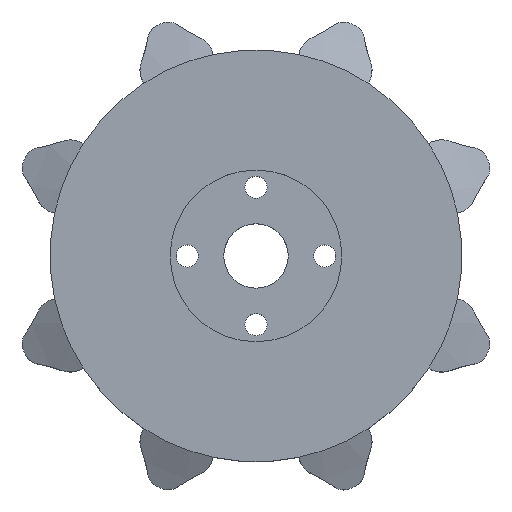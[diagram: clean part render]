
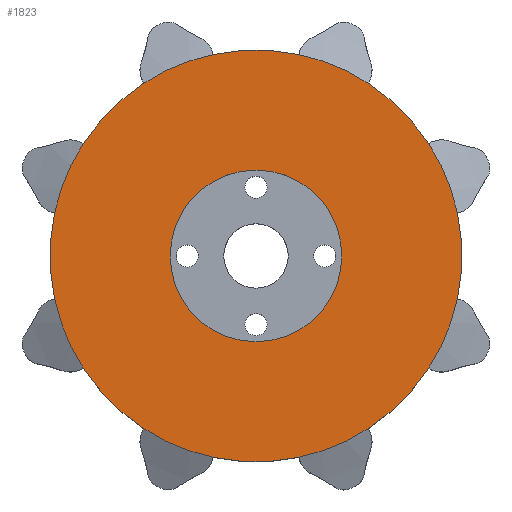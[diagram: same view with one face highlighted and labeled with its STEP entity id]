
A CAD part, top view. The second image highlights one B-rep face of the part: STEP entity #1823.
In plain terms, the highlighted planar face has unit normal (0, 0, 1).
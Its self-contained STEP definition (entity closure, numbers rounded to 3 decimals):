
#20=FACE_BOUND('',#317,.T.);
#29=CIRCLE('',#1866,39.);
#33=CIRCLE('',#1876,39.);
#37=CIRCLE('',#1886,39.);
#41=CIRCLE('',#1896,39.);
#45=CIRCLE('',#1906,39.);
#49=CIRCLE('',#1916,39.);
#53=CIRCLE('',#1926,39.);
#56=CIRCLE('',#1935,39.);
#66=CIRCLE('',#1981,16.25);
#69=CIRCLE('',#1986,39.);
#70=CIRCLE('',#1987,39.);
#71=CIRCLE('',#1988,39.);
#72=CIRCLE('',#1989,39.);
#73=CIRCLE('',#1990,39.);
#74=CIRCLE('',#1991,39.);
#75=CIRCLE('',#1992,39.);
#76=CIRCLE('',#1993,39.);
#119=PLANE('',#1985);
#206=FACE_OUTER_BOUND('',#316,.T.);
#316=EDGE_LOOP('',(#1558,#1559,#1560,#1561,#1562,#1563,#1564,#1565,#1566,
#1567,#1568,#1569,#1570,#1571,#1572,#1573));
#317=EDGE_LOOP('',(#1574));
#679=VERTEX_POINT('',#2499);
#691=VERTEX_POINT('',#2573);
#699=VERTEX_POINT('',#2622);
#711=VERTEX_POINT('',#2701);
#719=VERTEX_POINT('',#2750);
#731=VERTEX_POINT('',#2829);
#739=VERTEX_POINT('',#2878);
#751=VERTEX_POINT('',#2957);
#759=VERTEX_POINT('',#3006);
#771=VERTEX_POINT('',#3085);
#779=VERTEX_POINT('',#3134);
#791=VERTEX_POINT('',#3213);
#799=VERTEX_POINT('',#3262);
#811=VERTEX_POINT('',#3341);
#819=VERTEX_POINT('',#3390);
#829=VERTEX_POINT('',#3459);
#842=VERTEX_POINT('',#3585);
#875=EDGE_CURVE('',#699,#691,#29,.T.);
#901=EDGE_CURVE('',#719,#711,#33,.T.);
#927=EDGE_CURVE('',#739,#731,#37,.T.);
#953=EDGE_CURVE('',#759,#751,#41,.T.);
#979=EDGE_CURVE('',#779,#771,#45,.T.);
#1005=EDGE_CURVE('',#799,#791,#49,.T.);
#1031=EDGE_CURVE('',#819,#811,#53,.T.);
#1048=EDGE_CURVE('',#679,#829,#56,.T.);
#1098=EDGE_CURVE('',#842,#842,#66,.T.);
#1102=EDGE_CURVE('',#779,#791,#69,.T.);
#1103=EDGE_CURVE('',#799,#811,#70,.T.);
#1104=EDGE_CURVE('',#819,#829,#71,.T.);
#1105=EDGE_CURVE('',#679,#691,#72,.T.);
#1106=EDGE_CURVE('',#699,#711,#73,.T.);
#1107=EDGE_CURVE('',#719,#731,#74,.T.);
#1108=EDGE_CURVE('',#739,#751,#75,.T.);
#1109=EDGE_CURVE('',#759,#771,#76,.T.);
#1558=ORIENTED_EDGE('',*,*,#979,.F.);
#1559=ORIENTED_EDGE('',*,*,#1102,.T.);
#1560=ORIENTED_EDGE('',*,*,#1005,.F.);
#1561=ORIENTED_EDGE('',*,*,#1103,.T.);
#1562=ORIENTED_EDGE('',*,*,#1031,.F.);
#1563=ORIENTED_EDGE('',*,*,#1104,.T.);
#1564=ORIENTED_EDGE('',*,*,#1048,.F.);
#1565=ORIENTED_EDGE('',*,*,#1105,.T.);
#1566=ORIENTED_EDGE('',*,*,#875,.F.);
#1567=ORIENTED_EDGE('',*,*,#1106,.T.);
#1568=ORIENTED_EDGE('',*,*,#901,.F.);
#1569=ORIENTED_EDGE('',*,*,#1107,.T.);
#1570=ORIENTED_EDGE('',*,*,#927,.F.);
#1571=ORIENTED_EDGE('',*,*,#1108,.T.);
#1572=ORIENTED_EDGE('',*,*,#953,.F.);
#1573=ORIENTED_EDGE('',*,*,#1109,.T.);
#1574=ORIENTED_EDGE('',*,*,#1098,.T.);
#1823=ADVANCED_FACE('',(#206,#20),#119,.T.);
#1866=AXIS2_PLACEMENT_3D('',#2624,#2054,#2055);
#1876=AXIS2_PLACEMENT_3D('',#2752,#2084,#2085);
#1886=AXIS2_PLACEMENT_3D('',#2880,#2114,#2115);
#1896=AXIS2_PLACEMENT_3D('',#3008,#2144,#2145);
#1906=AXIS2_PLACEMENT_3D('',#3136,#2174,#2175);
#1916=AXIS2_PLACEMENT_3D('',#3264,#2204,#2205);
#1926=AXIS2_PLACEMENT_3D('',#3392,#2234,#2235);
#1935=AXIS2_PLACEMENT_3D('',#3463,#2260,#2261);
#1981=AXIS2_PLACEMENT_3D('',#3586,#2388,#2389);
#1985=AXIS2_PLACEMENT_3D('',#3593,#2397,#2398);
#1986=AXIS2_PLACEMENT_3D('',#3594,#2399,#2400);
#1987=AXIS2_PLACEMENT_3D('',#3595,#2401,#2402);
#1988=AXIS2_PLACEMENT_3D('',#3596,#2403,#2404);
#1989=AXIS2_PLACEMENT_3D('',#3597,#2405,#2406);
#1990=AXIS2_PLACEMENT_3D('',#3598,#2407,#2408);
#1991=AXIS2_PLACEMENT_3D('',#3599,#2409,#2410);
#1992=AXIS2_PLACEMENT_3D('',#3600,#2411,#2412);
#1993=AXIS2_PLACEMENT_3D('',#3601,#2413,#2414);
#2054=DIRECTION('center_axis',(0.,0.,-1.));
#2055=DIRECTION('ref_axis',(-0.905,0.426,0.));
#2084=DIRECTION('center_axis',(0.,0.,-1.));
#2085=DIRECTION('ref_axis',(-0.941,-0.338,0.));
#2114=DIRECTION('center_axis',(0.,0.,-1.));
#2115=DIRECTION('ref_axis',(-0.426,-0.905,0.));
#2144=DIRECTION('center_axis',(0.,0.,-1.));
#2145=DIRECTION('ref_axis',(0.338,-0.941,0.));
#2174=DIRECTION('center_axis',(0.,0.,-1.));
#2175=DIRECTION('ref_axis',(0.905,-0.426,0.));
#2204=DIRECTION('center_axis',(0.,0.,-1.));
#2205=DIRECTION('ref_axis',(0.941,0.338,0.));
#2234=DIRECTION('center_axis',(0.,0.,-1.));
#2235=DIRECTION('ref_axis',(0.426,0.905,0.));
#2260=DIRECTION('center_axis',(0.,0.,-1.));
#2261=DIRECTION('ref_axis',(-0.338,0.941,0.));
#2388=DIRECTION('center_axis',(0.,0.,-1.));
#2389=DIRECTION('ref_axis',(-1.,0.,0.));
#2397=DIRECTION('center_axis',(0.,0.,1.));
#2398=DIRECTION('ref_axis',(1.,0.,0.));
#2399=DIRECTION('center_axis',(0.,0.,1.));
#2400=DIRECTION('ref_axis',(0.978,-0.208,0.));
#2401=DIRECTION('center_axis',(0.,0.,1.));
#2402=DIRECTION('ref_axis',(0.839,0.545,0.));
#2403=DIRECTION('center_axis',(0.,0.,1.));
#2404=DIRECTION('ref_axis',(0.208,0.978,0.));
#2405=DIRECTION('center_axis',(0.,0.,1.));
#2406=DIRECTION('ref_axis',(-0.545,0.839,0.));
#2407=DIRECTION('center_axis',(0.,0.,1.));
#2408=DIRECTION('ref_axis',(-0.978,0.208,0.));
#2409=DIRECTION('center_axis',(0.,0.,1.));
#2410=DIRECTION('ref_axis',(-0.839,-0.545,0.));
#2411=DIRECTION('center_axis',(0.,0.,1.));
#2412=DIRECTION('ref_axis',(-0.208,-0.978,0.));
#2413=DIRECTION('center_axis',(0.,0.,1.));
#2414=DIRECTION('ref_axis',(0.545,-0.839,0.));
#2499=CARTESIAN_POINT('',(-21.241,32.708,20.));
#2573=CARTESIAN_POINT('',(-32.708,21.241,20.));
#2622=CARTESIAN_POINT('',(-38.148,8.109,20.));
#2624=CARTESIAN_POINT('Origin',(0.,0.,20.));
#2701=CARTESIAN_POINT('',(-38.148,-8.109,20.));
#2750=CARTESIAN_POINT('',(-32.708,-21.241,20.));
#2752=CARTESIAN_POINT('Origin',(0.,0.,20.));
#2829=CARTESIAN_POINT('',(-21.241,-32.708,20.));
#2878=CARTESIAN_POINT('',(-8.109,-38.148,20.));
#2880=CARTESIAN_POINT('Origin',(0.,0.,20.));
#2957=CARTESIAN_POINT('',(8.109,-38.148,20.));
#3006=CARTESIAN_POINT('',(21.241,-32.708,20.));
#3008=CARTESIAN_POINT('Origin',(0.,0.,20.));
#3085=CARTESIAN_POINT('',(32.708,-21.241,20.));
#3134=CARTESIAN_POINT('',(38.148,-8.109,20.));
#3136=CARTESIAN_POINT('Origin',(0.,0.,20.));
#3213=CARTESIAN_POINT('',(38.148,8.109,20.));
#3262=CARTESIAN_POINT('',(32.708,21.241,20.));
#3264=CARTESIAN_POINT('Origin',(0.,0.,20.));
#3341=CARTESIAN_POINT('',(21.241,32.708,20.));
#3390=CARTESIAN_POINT('',(8.109,38.148,20.));
#3392=CARTESIAN_POINT('Origin',(0.,0.,20.));
#3459=CARTESIAN_POINT('',(-8.109,38.148,20.));
#3463=CARTESIAN_POINT('Origin',(0.,0.,20.));
#3585=CARTESIAN_POINT('',(16.25,0.,20.));
#3586=CARTESIAN_POINT('Origin',(0.,0.,20.));
#3593=CARTESIAN_POINT('Origin',(0.,0.,20.));
#3594=CARTESIAN_POINT('Origin',(0.,0.,20.));
#3595=CARTESIAN_POINT('Origin',(0.,0.,20.));
#3596=CARTESIAN_POINT('Origin',(0.,0.,20.));
#3597=CARTESIAN_POINT('Origin',(0.,0.,20.));
#3598=CARTESIAN_POINT('Origin',(0.,0.,20.));
#3599=CARTESIAN_POINT('Origin',(0.,0.,20.));
#3600=CARTESIAN_POINT('Origin',(0.,0.,20.));
#3601=CARTESIAN_POINT('Origin',(0.,0.,20.));
